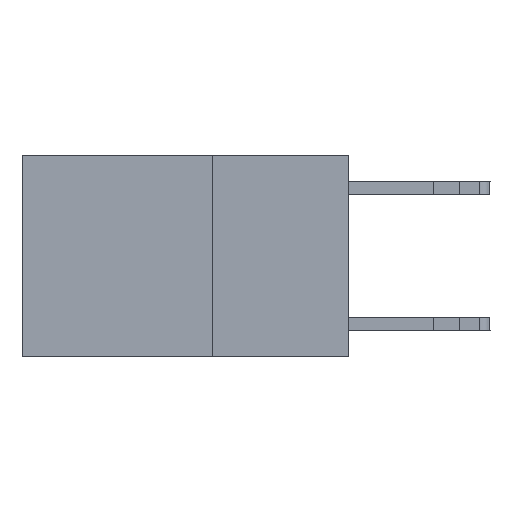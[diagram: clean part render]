
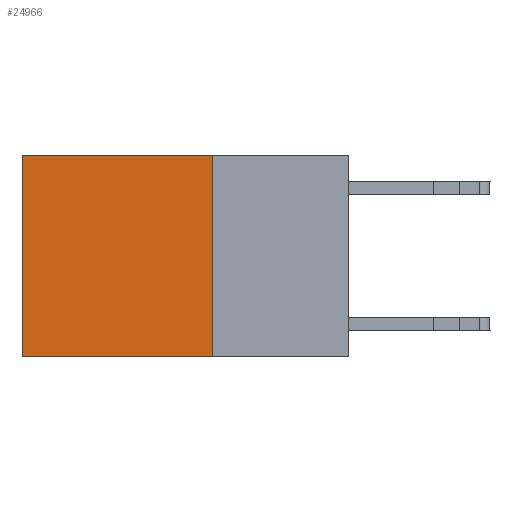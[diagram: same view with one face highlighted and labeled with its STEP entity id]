
A CAD part, left-side view. The second image highlights one B-rep face of the part: STEP entity #24966.
In plain terms, the highlighted planar face has unit normal (-1, 0, 0).
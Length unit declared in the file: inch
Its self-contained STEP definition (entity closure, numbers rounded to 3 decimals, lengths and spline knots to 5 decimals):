
#41 = CARTESIAN_POINT ( 'NONE',  ( 0.2625, 0.25, 0. ) ) ;
#144 = EDGE_CURVE ( 'NONE', #19331, #19575, #4622, .T. ) ;
#204 = DIRECTION ( 'NONE',  ( 0., 1., 0. ) ) ;
#326 = LINE ( 'NONE', #14026, #6742 ) ;
#1966 = LINE ( 'NONE', #2319, #13689 ) ;
#2319 = CARTESIAN_POINT ( 'NONE',  ( 0.2625, 0.6, 0. ) ) ;
#2513 = EDGE_LOOP ( 'NONE', ( #23187, #11119, #16617, #17102 ) ) ;
#4274 = VECTOR ( 'NONE', #19115, 39.37008 ) ;
#4622 = LINE ( 'NONE', #23403, #4274 ) ;
#4760 = DIRECTION ( 'NONE',  ( 0., 0., -1. ) ) ;
#5772 = VERTEX_POINT ( 'NONE', #6323 ) ;
#6323 = CARTESIAN_POINT ( 'NONE',  ( 0.2625, 0.6, 0. ) ) ;
#6742 = VECTOR ( 'NONE', #204, 39.37008 ) ;
#7426 = CARTESIAN_POINT ( 'NONE',  ( 0.2625, 0.25, -0.37 ) ) ;
#8059 = VERTEX_POINT ( 'NONE', #11253 ) ;
#8720 = CARTESIAN_POINT ( 'NONE',  ( 0.2625, 0.25, 0. ) ) ;
#8809 = PLANE ( 'NONE',  #22540 ) ;
#10672 = LINE ( 'NONE', #8720, #20252 ) ;
#11119 = ORIENTED_EDGE ( 'NONE', *, *, #25324, .F. ) ;
#11253 = CARTESIAN_POINT ( 'NONE',  ( 0.2625, 0.6, -0.37 ) ) ;
#13128 = DIRECTION ( 'NONE',  ( 1., 0., 0. ) ) ;
#13689 = VECTOR ( 'NONE', #15804, 39.37008 ) ;
#14026 = CARTESIAN_POINT ( 'NONE',  ( 0.2625, 0.25, -0.37 ) ) ;
#14839 = EDGE_CURVE ( 'NONE', #5772, #8059, #1966, .T. ) ;
#15804 = DIRECTION ( 'NONE',  ( 0., 0., -1. ) ) ;
#16617 = ORIENTED_EDGE ( 'NONE', *, *, #144, .F. ) ;
#17102 = ORIENTED_EDGE ( 'NONE', *, *, #17541, .T. ) ;
#17541 = EDGE_CURVE ( 'NONE', #19331, #5772, #10672, .T. ) ;
#18744 = CARTESIAN_POINT ( 'NONE',  ( 0.2625, 0.25, 0. ) ) ;
#19115 = DIRECTION ( 'NONE',  ( 0., 0., -1. ) ) ;
#19331 = VERTEX_POINT ( 'NONE', #41 ) ;
#19575 = VERTEX_POINT ( 'NONE', #7426 ) ;
#20252 = VECTOR ( 'NONE', #25011, 39.37008 ) ;
#22540 = AXIS2_PLACEMENT_3D ( 'NONE', #18744, #13128, #4760 ) ;
#22754 = FACE_OUTER_BOUND ( 'NONE', #2513, .T. ) ;
#23187 = ORIENTED_EDGE ( 'NONE', *, *, #14839, .T. ) ;
#23403 = CARTESIAN_POINT ( 'NONE',  ( 0.2625, 0.25, 0. ) ) ;
#24966 = ADVANCED_FACE ( 'NONE', ( #22754 ), #8809, .F. ) ;
#25011 = DIRECTION ( 'NONE',  ( 0., 1., 0. ) ) ;
#25324 = EDGE_CURVE ( 'NONE', #19575, #8059, #326, .T. ) ;
